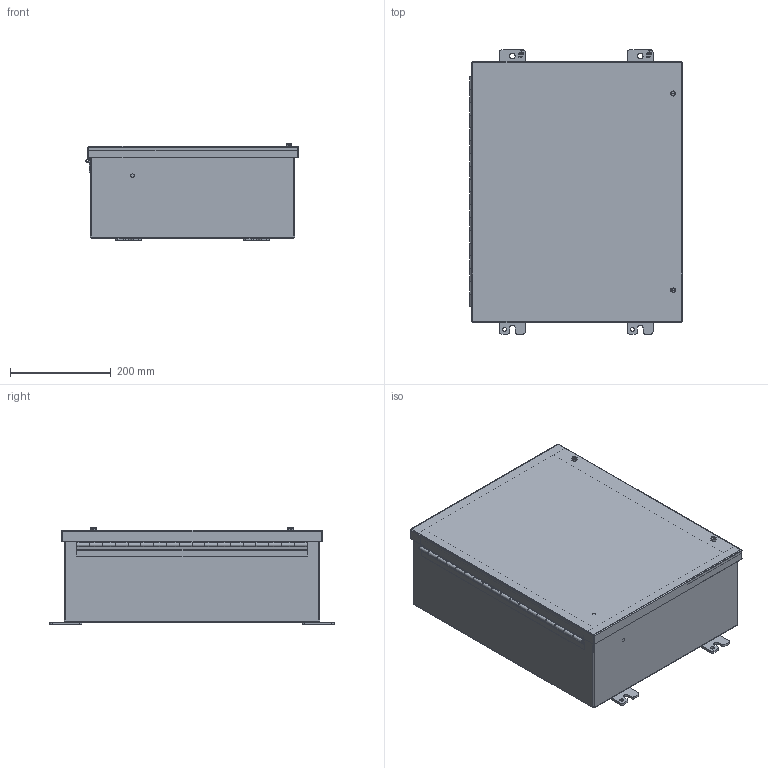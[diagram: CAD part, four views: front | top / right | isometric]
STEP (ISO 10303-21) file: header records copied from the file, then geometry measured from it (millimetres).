
FILE_DESCRIPTION (( 'STEP AP214' ), '1' );
FILE_NAME ('1418JC7.STEP', '2019-10-31T13:39:02', ( '' ), ( '' ), 'SwSTEP 2.0', 'SolidWorks 2019', '' );
FILE_SCHEMA (( 'AUTOMOTIVE_DESIGN' ));
Length unit declared in the file: inch
Products named in the file (1): 1418JC7
Bounding box: 421.73 x 565.15 x 192.3 mm (x, y, z)
Volume: 2192886.6 mm3; surface area: 2125945 mm2
Topology: 25 solids, 25 shells, 612 faces, 1498 edges, 942 vertices
Faces by surface type: plane 408, cylinder 160, sphere 24, bspline 16, cone 4
Full cylindrical faces by diameter (mm): 4.763 x2, 6.198 x2, 6.35 x2, 6.76 x2, 7.137 x2, 7.805 x2, 7.937 x2, 7.938 x2, 8.382 x4, 9.525 x4, 10.08 x2, 11.112 x2, 11.113 x2, 11.303 x2, 12.7 x4, 13.74 x2, 16.51 x4, 25.4 x2
Entity records: 24620 total; most frequent: CARTESIAN_POINT 3477, DIRECTION 2908, ORIENTED_EDGE 2828, EDGE_CURVE 1414, VECTOR 1066, LINE 1066, VERTEX_POINT 942, AXIS2_PLACEMENT_3D 921
